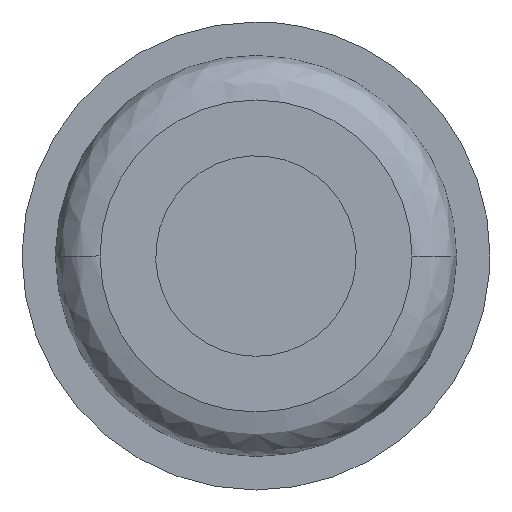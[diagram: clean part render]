
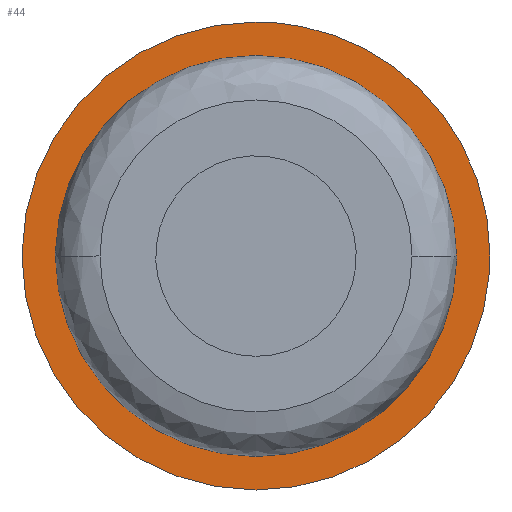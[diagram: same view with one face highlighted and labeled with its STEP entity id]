
A CAD part, front view. The second image highlights one B-rep face of the part: STEP entity #44.
In plain terms, the highlighted planar face has unit normal (0, -1, 0).
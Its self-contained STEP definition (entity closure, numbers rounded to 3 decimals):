
#44=ADVANCED_FACE('',(#103,#104),#102,.T.);
#102=PLANE('',#289);
#103=FACE_OUTER_BOUND('',#290,.T.);
#104=FACE_BOUND('',#291,.T.);
#286=CARTESIAN_POINT('',(-12.822,4.3,12.6));
#287=DIRECTION('',(0.,-1.,0.));
#288=DIRECTION('',(0.,0.,-1.));
#289=AXIS2_PLACEMENT_3D('',#286,#287,#288);
#290=EDGE_LOOP('',(#515,#516,#517,#518,#519,#520));
#291=EDGE_LOOP('',(#521,#522,#523));
#515=ORIENTED_EDGE('',*,*,#647,.T.);
#516=ORIENTED_EDGE('',*,*,#648,.T.);
#517=ORIENTED_EDGE('',*,*,#649,.T.);
#518=ORIENTED_EDGE('',*,*,#650,.T.);
#519=ORIENTED_EDGE('',*,*,#651,.T.);
#520=ORIENTED_EDGE('',*,*,#652,.T.);
#521=ORIENTED_EDGE('',*,*,#653,.F.);
#522=ORIENTED_EDGE('',*,*,#654,.F.);
#523=ORIENTED_EDGE('',*,*,#655,.F.);
#647=EDGE_CURVE('',#839,#840,#841,.T.);
#648=EDGE_CURVE('',#840,#847,#848,.T.);
#649=EDGE_CURVE('',#847,#854,#855,.T.);
#650=EDGE_CURVE('',#854,#861,#862,.T.);
#651=EDGE_CURVE('',#861,#868,#869,.T.);
#652=EDGE_CURVE('',#868,#839,#875,.T.);
#653=EDGE_CURVE('',#881,#882,#883,.T.);
#654=EDGE_CURVE('',#889,#881,#890,.T.);
#655=EDGE_CURVE('',#882,#889,#896,.T.);
#839=VERTEX_POINT('',#1245);
#840=VERTEX_POINT('',#1246);
#841=CIRCLE('',#1250,10.5);
#847=VERTEX_POINT('',#1251);
#848=(BOUNDED_CURVE() B_SPLINE_CURVE(2,(#1252,#1253,#1254),.UNSPECIFIED.,.F.,.F.) B_SPLINE_CURVE_WITH_KNOTS((3,3),(0.,1.),.UNSPECIFIED.) CURVE() GEOMETRIC_REPRESENTATION_ITEM() RATIONAL_B_SPLINE_CURVE((1.,0.999,1.)) REPRESENTATION_ITEM('') );
#854=VERTEX_POINT('',#1255);
#855=(BOUNDED_CURVE() B_SPLINE_CURVE(2,(#1256,#1257,#1258),.UNSPECIFIED.,.F.,.F.) B_SPLINE_CURVE_WITH_KNOTS((3,3),(0.001,1.),.UNSPECIFIED.) CURVE() GEOMETRIC_REPRESENTATION_ITEM() RATIONAL_B_SPLINE_CURVE((1.,0.707,1.)) REPRESENTATION_ITEM('') );
#861=VERTEX_POINT('',#1259);
#862=CIRCLE('',#1263,10.5);
#868=VERTEX_POINT('',#1264);
#869=CIRCLE('',#1268,10.5);
#875=CIRCLE('',#1272,10.5);
#881=VERTEX_POINT('',#1273);
#882=VERTEX_POINT('',#1274);
#883=CIRCLE('',#1278,7.);
#889=VERTEX_POINT('',#1279);
#890=CIRCLE('',#1283,7.);
#896=CIRCLE('',#1287,7.);
#1245=CARTESIAN_POINT('',(0.,4.3,-10.5));
#1246=CARTESIAN_POINT('',(10.474,4.3,-0.732));
#1247=CARTESIAN_POINT('',(0.,4.3,0.));
#1248=DIRECTION('',(0.,-1.,0.));
#1249=DIRECTION('',(0.,0.,1.));
#1250=AXIS2_PLACEMENT_3D('',#1247,#1248,#1249);
#1251=CARTESIAN_POINT('',(10.5,4.299,0.));
#1252=CARTESIAN_POINT('',(10.474,4.3,-0.732));
#1253=CARTESIAN_POINT('',(10.5,4.3,-0.371));
#1254=CARTESIAN_POINT('',(10.5,4.299,0.));
#1255=CARTESIAN_POINT('',(0.,4.3,10.5));
#1256=CARTESIAN_POINT('',(10.5,4.299,0.));
#1257=CARTESIAN_POINT('',(10.51,4.3,10.5));
#1258=CARTESIAN_POINT('',(0.,4.3,10.5));
#1259=CARTESIAN_POINT('',(-10.499,4.3,0.132));
#1260=CARTESIAN_POINT('',(0.,4.3,0.));
#1261=DIRECTION('',(0.,-1.,0.));
#1262=DIRECTION('',(0.,0.,-1.));
#1263=AXIS2_PLACEMENT_3D('',#1260,#1261,#1262);
#1264=CARTESIAN_POINT('',(-10.5,4.3,0.));
#1265=CARTESIAN_POINT('',(0.,4.3,0.));
#1266=DIRECTION('',(0.,-1.,0.));
#1267=DIRECTION('',(1.,0.,-0.013));
#1268=AXIS2_PLACEMENT_3D('',#1265,#1266,#1267);
#1269=CARTESIAN_POINT('',(0.,4.3,0.));
#1270=DIRECTION('',(0.,-1.,0.));
#1271=DIRECTION('',(1.,0.,-0.013));
#1272=AXIS2_PLACEMENT_3D('',#1269,#1270,#1271);
#1273=CARTESIAN_POINT('',(-6.951,4.3,0.826));
#1274=CARTESIAN_POINT('',(0.,4.3,-7.));
#1275=CARTESIAN_POINT('',(0.,4.3,0.));
#1276=DIRECTION('',(0.,-1.,0.));
#1277=DIRECTION('',(0.,0.,-1.));
#1278=AXIS2_PLACEMENT_3D('',#1275,#1276,#1277);
#1279=CARTESIAN_POINT('',(6.951,4.3,-0.827));
#1280=CARTESIAN_POINT('',(0.,4.3,0.));
#1281=DIRECTION('',(0.,-1.,0.));
#1282=DIRECTION('',(0.,0.,-1.));
#1283=AXIS2_PLACEMENT_3D('',#1280,#1281,#1282);
#1284=CARTESIAN_POINT('',(0.,4.3,0.));
#1285=DIRECTION('',(0.,-1.,0.));
#1286=DIRECTION('',(0.,0.,-1.));
#1287=AXIS2_PLACEMENT_3D('',#1284,#1285,#1286);
